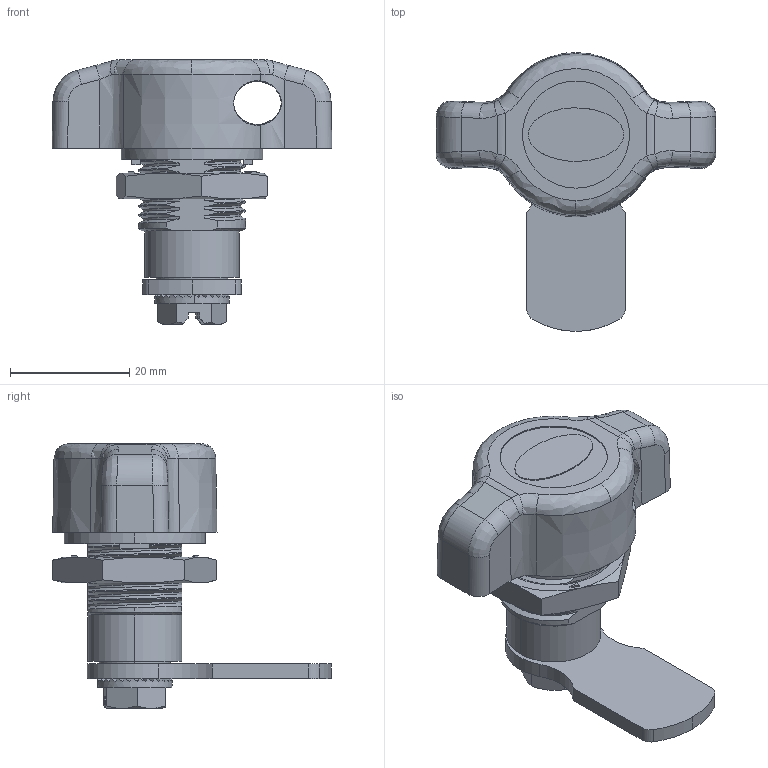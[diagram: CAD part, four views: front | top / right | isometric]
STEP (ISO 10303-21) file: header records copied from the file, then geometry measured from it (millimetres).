
FILE_DESCRIPTION (( 'STEP AP214' ), '1' );
FILE_NAME ('055.3.30.001.STEP', '2022-08-01T07:33:47', ( '' ), ( '' ), 'SwSTEP 2.0', 'SolidWorks 2021', '' );
FILE_SCHEMA (( 'AUTOMOTIVE_DESIGN' ));
Length unit declared in the file: millimetre
Products named in the file (7): 20301185 yeni sa_ v3 revizyon^Montaj1(2)_Montaj1; 055.3.30.001; 30603001^Montaj1(2)_Montaj1; 450 Toplu Dil_30; CC-30; 055 V3 Kelebek revizyon^Montaj1(2)_Montaj1; 20501003^Montaj1(2)_Montaj1
Assembly tree (6 placements, depth 3):
  055.3.30.001
    20301185 yeni sa_ v3 revizyon^Montaj1(2)_Montaj1
    055 V3 Kelebek revizyon^Montaj1(2)_Montaj1
    20501003^Montaj1(2)_Montaj1
    30603001^Montaj1(2)_Montaj1
    450 Toplu Dil_30
      CC-30
Bounding box: 47 x 46.8 x 44.5 mm (x, y, z)
Volume: 13394.2 mm3; surface area: 13433.2 mm2
Topology: 6 solids, 7 shells, 562 faces, 1518 edges, 987 vertices
Faces by surface type: plane 312, bspline 115, cylinder 99, cone 36
Entity records: 38577 total; most frequent: CARTESIAN_POINT 25466, ORIENTED_EDGE 3036, DIRECTION 2190, EDGE_CURVE 1518, VERTEX_POINT 987, LINE 860, VECTOR 860, AXIS2_PLACEMENT_3D 665
